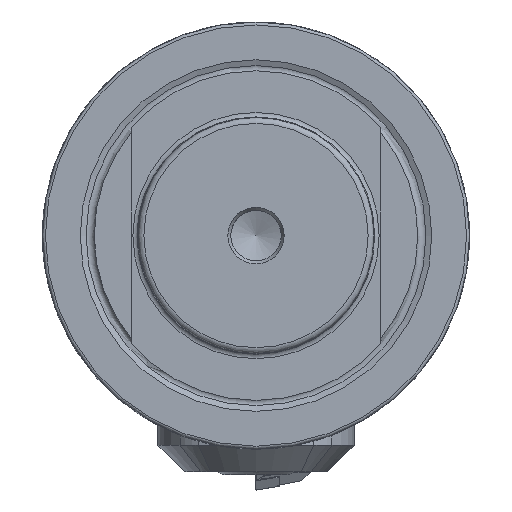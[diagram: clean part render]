
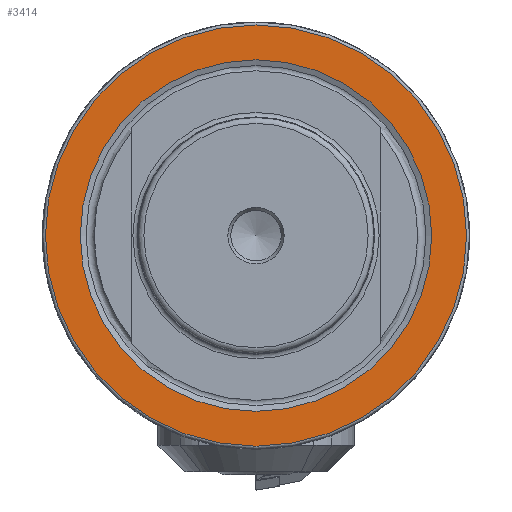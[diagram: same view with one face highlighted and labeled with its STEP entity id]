
A CAD part, left-side view. The second image highlights one B-rep face of the part: STEP entity #3414.
In plain terms, the highlighted planar face has unit normal (-1, 0, 0).
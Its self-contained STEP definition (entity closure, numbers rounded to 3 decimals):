
#795 = CARTESIAN_POINT ( 'NONE',  ( 40., -29.626, 0. ) ) ;
#1004 = CARTESIAN_POINT ( 'NONE',  ( 40., 0., 0. ) ) ;
#1870 = ORIENTED_EDGE ( 'NONE', *, *, #10318, .F. ) ;
#3361 = CARTESIAN_POINT ( 'NONE',  ( 40., 0., 35.5 ) ) ;
#3414 = ADVANCED_FACE ( 'NONE', ( #21679, #20905 ), #16036, .F. ) ;
#3550 = EDGE_CURVE ( 'NONE', #15520, #15520, #22067, .T. ) ;
#3591 = CARTESIAN_POINT ( 'NONE',  ( 40., 0., 29.626 ) ) ;
#4002 = EDGE_LOOP ( 'NONE', ( #6746 ) ) ;
#6746 = ORIENTED_EDGE ( 'NONE', *, *, #3550, .T. ) ;
#7402 = CARTESIAN_POINT ( 'NONE',  ( 40., 0., 0. ) ) ;
#10318 = EDGE_CURVE ( 'NONE', #20336, #20336, #25227, .T. ) ;
#11179 = DIRECTION ( 'NONE',  ( 1., 0., 0. ) ) ;
#15520 = VERTEX_POINT ( 'NONE', #3361 ) ;
#15854 = AXIS2_PLACEMENT_3D ( 'NONE', #7402, #17285, #28135 ) ;
#16036 = PLANE ( 'NONE',  #25333 ) ;
#17285 = DIRECTION ( 'NONE',  ( -1., 0., 0. ) ) ;
#19058 = DIRECTION ( 'NONE',  ( -1., 0., 0. ) ) ;
#20336 = VERTEX_POINT ( 'NONE', #3591 ) ;
#20905 = FACE_OUTER_BOUND ( 'NONE', #4002, .T. ) ;
#21518 = EDGE_LOOP ( 'NONE', ( #1870 ) ) ;
#21679 = FACE_BOUND ( 'NONE', #21518, .T. ) ;
#22067 = CIRCLE ( 'NONE', #26642, 35.5 ) ;
#24240 = DIRECTION ( 'NONE',  ( 0., 0., 1. ) ) ;
#25227 = CIRCLE ( 'NONE', #15854, 29.626 ) ;
#25333 = AXIS2_PLACEMENT_3D ( 'NONE', #795, #11179, #29228 ) ;
#26642 = AXIS2_PLACEMENT_3D ( 'NONE', #1004, #19058, #24240 ) ;
#28135 = DIRECTION ( 'NONE',  ( 0., 0., 1. ) ) ;
#29228 = DIRECTION ( 'NONE',  ( 0., 0., -1. ) ) ;
